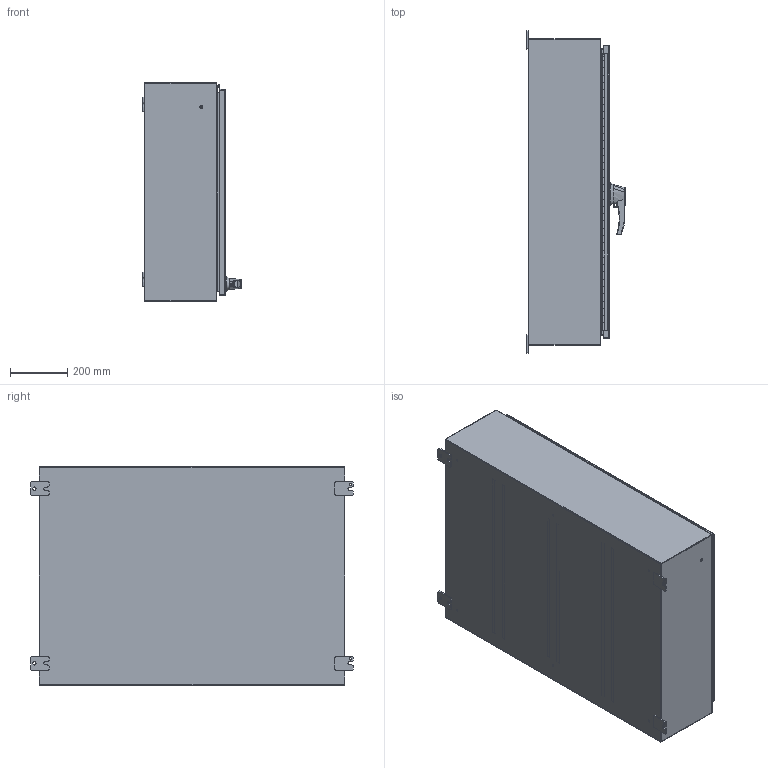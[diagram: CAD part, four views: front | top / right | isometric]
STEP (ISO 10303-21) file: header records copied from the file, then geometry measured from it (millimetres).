
FILE_DESCRIPTION (( 'STEP AP214' ), '1' );
FILE_NAME ('HW423010GYHK.STEP', '2019-08-07T20:51:58', ( '' ), ( '' ), 'SwSTEP 2.0', 'SolidWorks 2018', '' );
FILE_SCHEMA (( 'AUTOMOTIVE_DESIGN' ));
Length unit declared in the file: inch
Products named in the file (1): HW423010GYHK
Bounding box: 343.79 x 1123.95 x 762 mm (x, y, z)
Volume: 6538040.4 mm3; surface area: 6346176.3 mm2
Topology: 46 solids, 47 shells, 1679 faces, 4289 edges, 2744 vertices
Faces by surface type: plane 805, cylinder 692, bspline 113, cone 69
Entity records: 110789 total; most frequent: CARTESIAN_POINT 48346, ORIENTED_EDGE 8562, DIRECTION 8122, EDGE_CURVE 4281, AXIS2_PLACEMENT_3D 2811, VERTEX_POINT 2744, VECTOR 2500, LINE 2500
